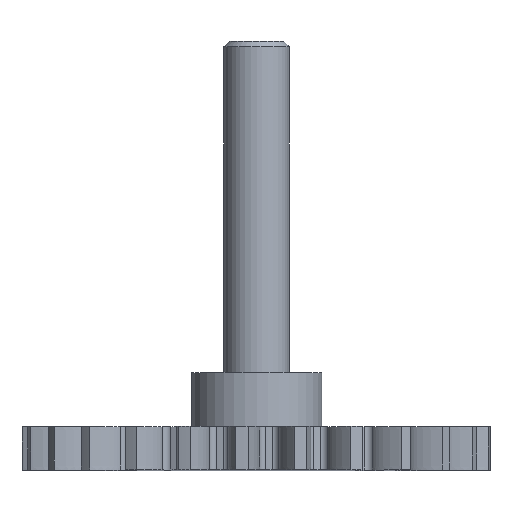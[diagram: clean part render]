
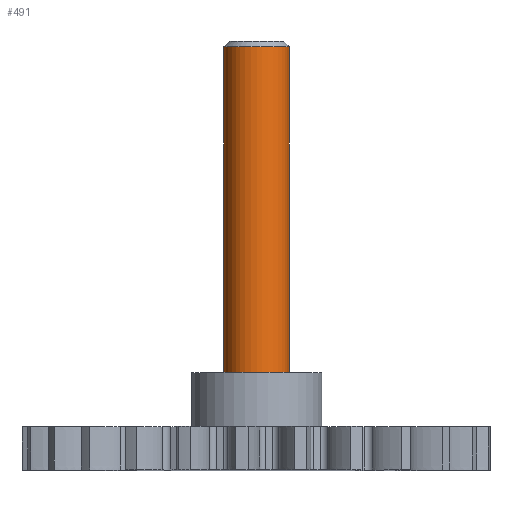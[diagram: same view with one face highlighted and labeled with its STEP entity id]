
A CAD part, top view. The second image highlights one B-rep face of the part: STEP entity #491.
In plain terms, the highlighted cylindrical face has radius 3 mm (diameter 6 mm), a full revolution.
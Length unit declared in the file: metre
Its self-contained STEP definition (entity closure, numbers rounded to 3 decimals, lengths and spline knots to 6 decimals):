
#491 = ADVANCED_FACE( '', ( #981, #982 ), #983, .T. );
#981 = FACE_OUTER_BOUND( '', #1514, .T. );
#982 = FACE_OUTER_BOUND( '', #1515, .T. );
#983 = CYLINDRICAL_SURFACE( '', #1516, 0.003 );
#1514 = EDGE_LOOP( '', ( #3696 ) );
#1515 = EDGE_LOOP( '', ( #3697 ) );
#1516 = AXIS2_PLACEMENT_3D( '', #3698, #3699, #3700 );
#3696 = ORIENTED_EDGE( '', *, *, #4300, .T. );
#3697 = ORIENTED_EDGE( '', *, *, #4313, .T. );
#3698 = CARTESIAN_POINT( '', ( 0., 0.0355, 0. ) );
#3699 = DIRECTION( '', ( 0., 1., 0. ) );
#3700 = DIRECTION( '', ( 0., 0., -1. ) );
#4300 = EDGE_CURVE( '', #5215, #5215, #5216, .T. );
#4313 = EDGE_CURVE( '', #5229, #5229, #5230, .F. );
#5215 = VERTEX_POINT( '', #7681 );
#5216 = CIRCLE( '', #7682, 0.003 );
#5229 = VERTEX_POINT( '', #7696 );
#5230 = CIRCLE( '', #7697, 0.003 );
#7681 = CARTESIAN_POINT( '', ( 0., 0.035, -0.003 ) );
#7682 = AXIS2_PLACEMENT_3D( '', #8463, #8464, #8465 );
#7696 = CARTESIAN_POINT( '', ( 0., 0.005, -0.003 ) );
#7697 = AXIS2_PLACEMENT_3D( '', #8467, #8468, #8469 );
#8463 = CARTESIAN_POINT( '', ( 0., 0.035, 0. ) );
#8464 = DIRECTION( '', ( 0., -1., 0. ) );
#8465 = DIRECTION( '', ( 0., 0., -1. ) );
#8467 = CARTESIAN_POINT( '', ( 0., 0.005, 0. ) );
#8468 = DIRECTION( '', ( 0., -1., 0. ) );
#8469 = DIRECTION( '', ( 0., 0., -1. ) );
